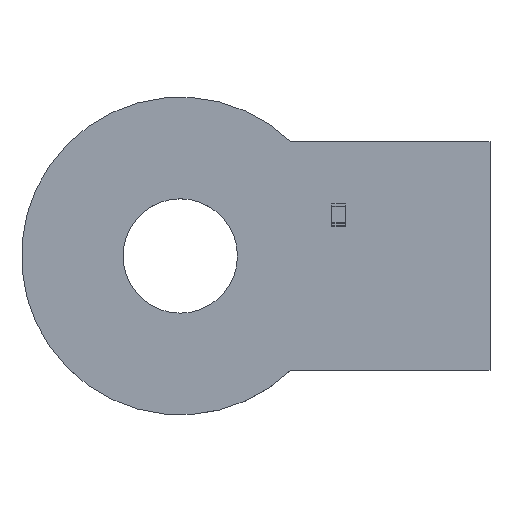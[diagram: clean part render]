
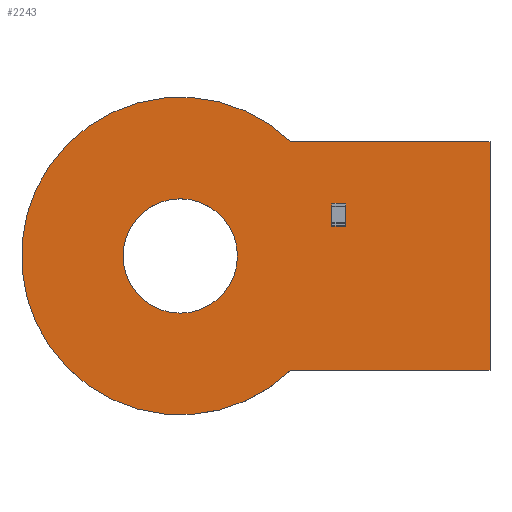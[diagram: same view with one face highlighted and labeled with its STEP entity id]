
A CAD part, top view. The second image highlights one B-rep face of the part: STEP entity #2243.
In plain terms, the highlighted planar face has unit normal (0, 0, 1).
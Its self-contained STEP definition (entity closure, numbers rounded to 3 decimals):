
#1923 = VERTEX_POINT('',#1924);
#1924 = CARTESIAN_POINT('',(104.081,-63.,1.6));
#1931 = PLANE('',#1932);
#1932 = AXIS2_PLACEMENT_3D('',#1933,#1934,#1935);
#1933 = CARTESIAN_POINT('',(104.081,-63.,0.));
#1934 = DIRECTION('',(0.,-1.,0.));
#1935 = DIRECTION('',(-1.,0.,0.));
#1943 = PLANE('',#1944);
#1944 = AXIS2_PLACEMENT_3D('',#1945,#1946,#1947);
#1945 = CARTESIAN_POINT('',(104.081,-83.,0.));
#1946 = DIRECTION('',(-1.,0.,0.));
#1947 = DIRECTION('',(0.,1.,0.));
#1955 = EDGE_CURVE('',#1923,#1956,#1958,.T.);
#1956 = VERTEX_POINT('',#1957);
#1957 = CARTESIAN_POINT('',(86.643,-63.,1.6));
#1958 = SURFACE_CURVE('',#1959,(#1963,#1970),.PCURVE_S1.);
#1959 = LINE('',#1960,#1961);
#1960 = CARTESIAN_POINT('',(104.081,-63.,1.6));
#1961 = VECTOR('',#1962,1.);
#1962 = DIRECTION('',(-1.,0.,0.));
#1963 = PCURVE('',#1931,#1964);
#1964 = DEFINITIONAL_REPRESENTATION('',(#1965),#1969);
#1965 = LINE('',#1966,#1967);
#1966 = CARTESIAN_POINT('',(0.,-1.6));
#1967 = VECTOR('',#1968,1.);
#1968 = DIRECTION('',(1.,0.));
#1969 = ( GEOMETRIC_REPRESENTATION_CONTEXT(2) 
PARAMETRIC_REPRESENTATION_CONTEXT() REPRESENTATION_CONTEXT('2D SPACE',''
  ) );
#1970 = PCURVE('',#1971,#1976);
#1971 = PLANE('',#1972);
#1972 = AXIS2_PLACEMENT_3D('',#1973,#1974,#1975);
#1973 = CARTESIAN_POINT('',(85.676,-73.,1.6));
#1974 = DIRECTION('',(0.,0.,1.));
#1975 = DIRECTION('',(1.,0.,0.));
#1976 = DEFINITIONAL_REPRESENTATION('',(#1977),#1981);
#1977 = LINE('',#1978,#1979);
#1978 = CARTESIAN_POINT('',(18.405,10.));
#1979 = VECTOR('',#1980,1.);
#1980 = DIRECTION('',(-1.,0.));
#1981 = ( GEOMETRIC_REPRESENTATION_CONTEXT(2) 
PARAMETRIC_REPRESENTATION_CONTEXT() REPRESENTATION_CONTEXT('2D SPACE',''
  ) );
#1999 = CYLINDRICAL_SURFACE('',#2000,13.892);
#2000 = AXIS2_PLACEMENT_3D('',#2001,#2002,#2003);
#2001 = CARTESIAN_POINT('',(77.,-73.,0.));
#2002 = DIRECTION('',(0.,0.,-1.));
#2003 = DIRECTION('',(1.,0.,0.));
#2043 = VERTEX_POINT('',#2044);
#2044 = CARTESIAN_POINT('',(104.081,-83.,1.6));
#2058 = PLANE('',#2059);
#2059 = AXIS2_PLACEMENT_3D('',#2060,#2061,#2062);
#2060 = CARTESIAN_POINT('',(86.643,-83.,0.));
#2061 = DIRECTION('',(0.,1.,0.));
#2062 = DIRECTION('',(1.,0.,0.));
#2070 = EDGE_CURVE('',#2043,#1923,#2071,.T.);
#2071 = SURFACE_CURVE('',#2072,(#2076,#2083),.PCURVE_S1.);
#2072 = LINE('',#2073,#2074);
#2073 = CARTESIAN_POINT('',(104.081,-83.,1.6));
#2074 = VECTOR('',#2075,1.);
#2075 = DIRECTION('',(0.,1.,0.));
#2076 = PCURVE('',#1943,#2077);
#2077 = DEFINITIONAL_REPRESENTATION('',(#2078),#2082);
#2078 = LINE('',#2079,#2080);
#2079 = CARTESIAN_POINT('',(0.,-1.6));
#2080 = VECTOR('',#2081,1.);
#2081 = DIRECTION('',(1.,0.));
#2082 = ( GEOMETRIC_REPRESENTATION_CONTEXT(2) 
PARAMETRIC_REPRESENTATION_CONTEXT() REPRESENTATION_CONTEXT('2D SPACE',''
  ) );
#2083 = PCURVE('',#1971,#2084);
#2084 = DEFINITIONAL_REPRESENTATION('',(#2085),#2089);
#2085 = LINE('',#2086,#2087);
#2086 = CARTESIAN_POINT('',(18.405,-10.));
#2087 = VECTOR('',#2088,1.);
#2088 = DIRECTION('',(0.,1.));
#2089 = ( GEOMETRIC_REPRESENTATION_CONTEXT(2) 
PARAMETRIC_REPRESENTATION_CONTEXT() REPRESENTATION_CONTEXT('2D SPACE',''
  ) );
#2117 = EDGE_CURVE('',#1956,#2118,#2120,.T.);
#2118 = VERTEX_POINT('',#2119);
#2119 = CARTESIAN_POINT('',(86.643,-83.,1.6));
#2120 = SURFACE_CURVE('',#2121,(#2126,#2133),.PCURVE_S1.);
#2121 = CIRCLE('',#2122,13.892);
#2122 = AXIS2_PLACEMENT_3D('',#2123,#2124,#2125);
#2123 = CARTESIAN_POINT('',(77.,-73.,1.6));
#2124 = DIRECTION('',(0.,0.,1.));
#2125 = DIRECTION('',(1.,0.,0.));
#2126 = PCURVE('',#1999,#2127);
#2127 = DEFINITIONAL_REPRESENTATION('',(#2128),#2132);
#2128 = LINE('',#2129,#2130);
#2129 = CARTESIAN_POINT('',(0.,-1.6));
#2130 = VECTOR('',#2131,1.);
#2131 = DIRECTION('',(-1.,0.));
#2132 = ( GEOMETRIC_REPRESENTATION_CONTEXT(2) 
PARAMETRIC_REPRESENTATION_CONTEXT() REPRESENTATION_CONTEXT('2D SPACE',''
  ) );
#2133 = PCURVE('',#1971,#2134);
#2134 = DEFINITIONAL_REPRESENTATION('',(#2135),#2139);
#2135 = CIRCLE('',#2136,13.892);
#2136 = AXIS2_PLACEMENT_2D('',#2137,#2138);
#2137 = CARTESIAN_POINT('',(-8.676,0.));
#2138 = DIRECTION('',(1.,0.));
#2139 = ( GEOMETRIC_REPRESENTATION_CONTEXT(2) 
PARAMETRIC_REPRESENTATION_CONTEXT() REPRESENTATION_CONTEXT('2D SPACE',''
  ) );
#2232 = CYLINDRICAL_SURFACE('',#2233,5.);
#2233 = AXIS2_PLACEMENT_3D('',#2234,#2235,#2236);
#2234 = CARTESIAN_POINT('',(77.,-73.,0.));
#2235 = DIRECTION('',(0.,0.,-1.));
#2236 = DIRECTION('',(1.,0.,0.));
#2243 = ADVANCED_FACE('',(#2244,#2270),#1971,.T.);
#2244 = FACE_BOUND('',#2245,.T.);
#2245 = EDGE_LOOP('',(#2246,#2247,#2248,#2269));
#2246 = ORIENTED_EDGE('',*,*,#1955,.T.);
#2247 = ORIENTED_EDGE('',*,*,#2117,.T.);
#2248 = ORIENTED_EDGE('',*,*,#2249,.T.);
#2249 = EDGE_CURVE('',#2118,#2043,#2250,.T.);
#2250 = SURFACE_CURVE('',#2251,(#2255,#2262),.PCURVE_S1.);
#2251 = LINE('',#2252,#2253);
#2252 = CARTESIAN_POINT('',(86.643,-83.,1.6));
#2253 = VECTOR('',#2254,1.);
#2254 = DIRECTION('',(1.,0.,0.));
#2255 = PCURVE('',#1971,#2256);
#2256 = DEFINITIONAL_REPRESENTATION('',(#2257),#2261);
#2257 = LINE('',#2258,#2259);
#2258 = CARTESIAN_POINT('',(0.967,-10.));
#2259 = VECTOR('',#2260,1.);
#2260 = DIRECTION('',(1.,0.));
#2261 = ( GEOMETRIC_REPRESENTATION_CONTEXT(2) 
PARAMETRIC_REPRESENTATION_CONTEXT() REPRESENTATION_CONTEXT('2D SPACE',''
  ) );
#2262 = PCURVE('',#2058,#2263);
#2263 = DEFINITIONAL_REPRESENTATION('',(#2264),#2268);
#2264 = LINE('',#2265,#2266);
#2265 = CARTESIAN_POINT('',(0.,-1.6));
#2266 = VECTOR('',#2267,1.);
#2267 = DIRECTION('',(1.,0.));
#2268 = ( GEOMETRIC_REPRESENTATION_CONTEXT(2) 
PARAMETRIC_REPRESENTATION_CONTEXT() REPRESENTATION_CONTEXT('2D SPACE',''
  ) );
#2269 = ORIENTED_EDGE('',*,*,#2070,.T.);
#2270 = FACE_BOUND('',#2271,.T.);
#2271 = EDGE_LOOP('',(#2272));
#2272 = ORIENTED_EDGE('',*,*,#2273,.F.);
#2273 = EDGE_CURVE('',#2274,#2274,#2276,.T.);
#2274 = VERTEX_POINT('',#2275);
#2275 = CARTESIAN_POINT('',(82.,-73.,1.6));
#2276 = SURFACE_CURVE('',#2277,(#2282,#2289),.PCURVE_S1.);
#2277 = CIRCLE('',#2278,5.);
#2278 = AXIS2_PLACEMENT_3D('',#2279,#2280,#2281);
#2279 = CARTESIAN_POINT('',(77.,-73.,1.6));
#2280 = DIRECTION('',(0.,0.,1.));
#2281 = DIRECTION('',(1.,0.,0.));
#2282 = PCURVE('',#1971,#2283);
#2283 = DEFINITIONAL_REPRESENTATION('',(#2284),#2288);
#2284 = CIRCLE('',#2285,5.);
#2285 = AXIS2_PLACEMENT_2D('',#2286,#2287);
#2286 = CARTESIAN_POINT('',(-8.676,0.));
#2287 = DIRECTION('',(1.,0.));
#2288 = ( GEOMETRIC_REPRESENTATION_CONTEXT(2) 
PARAMETRIC_REPRESENTATION_CONTEXT() REPRESENTATION_CONTEXT('2D SPACE',''
  ) );
#2289 = PCURVE('',#2232,#2290);
#2290 = DEFINITIONAL_REPRESENTATION('',(#2291),#2295);
#2291 = LINE('',#2292,#2293);
#2292 = CARTESIAN_POINT('',(0.,-1.6));
#2293 = VECTOR('',#2294,1.);
#2294 = DIRECTION('',(-1.,0.));
#2295 = ( GEOMETRIC_REPRESENTATION_CONTEXT(2) 
PARAMETRIC_REPRESENTATION_CONTEXT() REPRESENTATION_CONTEXT('2D SPACE',''
  ) );
